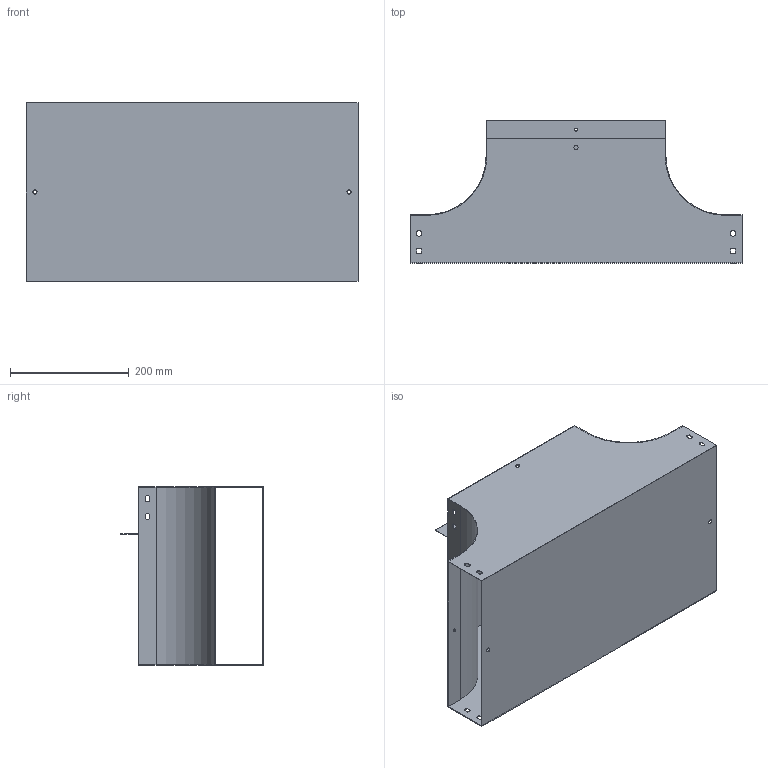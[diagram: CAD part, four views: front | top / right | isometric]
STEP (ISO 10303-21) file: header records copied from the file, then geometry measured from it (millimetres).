
FILE_DESCRIPTION (( 'STEP AP203' ), '1' );
FILE_NAME ('Ò-îòâåòâèòåëü ââåðõ (ïëîñêèé) TSS_37225.STEP', '2012-11-09T08:54:50', ( 'Àñååâ' ), ( '' ), 'SwSTEP 2.0', 'SolidWorks 2012', '' );
FILE_SCHEMA (( 'CONFIG_CONTROL_DESIGN' ));
Length unit declared in the file: millimetre
Products named in the file (1): Ò-îòâåòâèòåëü ââåðõ (ïëîñêèé) TSS_37225
Bounding box: 558 x 239 x 300 mm (x, y, z)
Volume: 544685.1 mm3; surface area: 1092173.6 mm2
Topology: 1 solids, 1 shells, 80 faces, 243 edges, 163 vertices
Faces by surface type: plane 46, cylinder 34
Full cylindrical faces by diameter (mm): 5 x3, 7 x3
Entity records: 2821 total; most frequent: CARTESIAN_POINT 471, ORIENTED_EDGE 464, DIRECTION 462, EDGE_CURVE 232, LINE 164, VECTOR 164, VERTEX_POINT 158, AXIS2_PLACEMENT_3D 149
